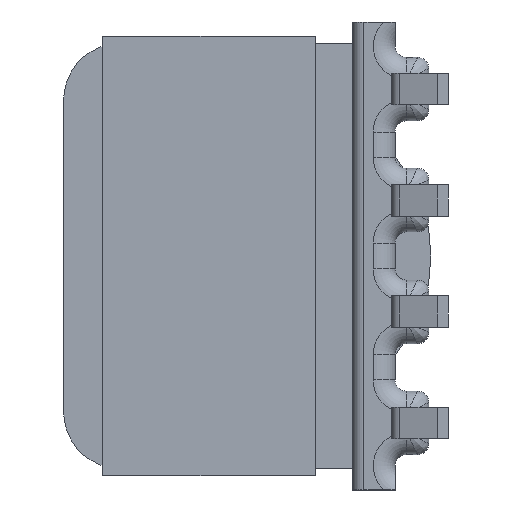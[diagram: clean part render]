
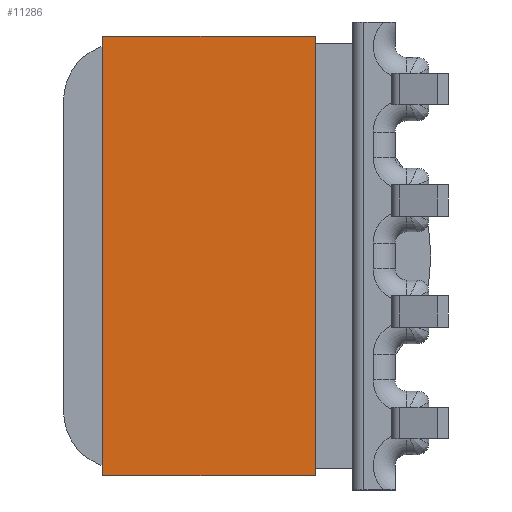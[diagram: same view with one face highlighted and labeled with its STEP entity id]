
A CAD part, left-side view. The second image highlights one B-rep face of the part: STEP entity #11286.
In plain terms, the highlighted planar face has unit normal (-1, 0, 0).
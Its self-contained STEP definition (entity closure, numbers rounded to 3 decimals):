
#643 = DIRECTION ( 'NONE',  ( 0., 0., 1. ) ) ;
#986 = CARTESIAN_POINT ( 'NONE',  ( -0.16, 0.16, -4.75 ) ) ;
#1121 = DIRECTION ( 'NONE',  ( 0., -1., 0. ) ) ;
#1300 = DIRECTION ( 'NONE',  ( -1., 0., 0. ) ) ;
#1305 = VECTOR ( 'NONE', #4200, 1000. ) ;
#1370 = FACE_OUTER_BOUND ( 'NONE', #9399, .T. ) ;
#1627 = ORIENTED_EDGE ( 'NONE', *, *, #2417, .T. ) ;
#2197 = PLANE ( 'NONE',  #6251 ) ;
#2417 = EDGE_CURVE ( 'NONE', #8309, #8599, #6335, .T. ) ;
#2484 = ORIENTED_EDGE ( 'NONE', *, *, #5574, .F. ) ;
#3192 = CARTESIAN_POINT ( 'NONE',  ( -0.16, 0.16, -4.75 ) ) ;
#4200 = DIRECTION ( 'NONE',  ( 0., 0., 1. ) ) ;
#4495 = LINE ( 'NONE', #986, #4508 ) ;
#4508 = VECTOR ( 'NONE', #1121, 1000. ) ;
#4771 = VECTOR ( 'NONE', #643, 1000. ) ;
#5051 = ORIENTED_EDGE ( 'NONE', *, *, #9142, .T. ) ;
#5126 = CARTESIAN_POINT ( 'NONE',  ( -0.16, -9.66, 0. ) ) ;
#5574 = EDGE_CURVE ( 'NONE', #7573, #8599, #10571, .T. ) ;
#5817 = CARTESIAN_POINT ( 'NONE',  ( -0.16, 0.16, -4.75 ) ) ;
#6251 = AXIS2_PLACEMENT_3D ( 'NONE', #3192, #1300, #10031 ) ;
#6335 = LINE ( 'NONE', #10237, #4771 ) ;
#7573 = VERTEX_POINT ( 'NONE', #12526 ) ;
#8149 = EDGE_CURVE ( 'NONE', #10520, #7573, #11259, .T. ) ;
#8309 = VERTEX_POINT ( 'NONE', #10508 ) ;
#8478 = DIRECTION ( 'NONE',  ( 0., -1., 0. ) ) ;
#8599 = VERTEX_POINT ( 'NONE', #5126 ) ;
#9142 = EDGE_CURVE ( 'NONE', #10520, #8309, #4495, .T. ) ;
#9399 = EDGE_LOOP ( 'NONE', ( #2484, #9900, #5051, #1627 ) ) ;
#9900 = ORIENTED_EDGE ( 'NONE', *, *, #8149, .F. ) ;
#10031 = DIRECTION ( 'NONE',  ( 0., 0., 1. ) ) ;
#10064 = CARTESIAN_POINT ( 'NONE',  ( -0.16, 0.16, -4.75 ) ) ;
#10237 = CARTESIAN_POINT ( 'NONE',  ( -0.16, -9.66, -4.75 ) ) ;
#10508 = CARTESIAN_POINT ( 'NONE',  ( -0.16, -9.66, -4.75 ) ) ;
#10520 = VERTEX_POINT ( 'NONE', #5817 ) ;
#10571 = LINE ( 'NONE', #12377, #11201 ) ;
#11201 = VECTOR ( 'NONE', #8478, 1000. ) ;
#11259 = LINE ( 'NONE', #10064, #1305 ) ;
#11286 = ADVANCED_FACE ( 'NONE', ( #1370 ), #2197, .T. ) ;
#12377 = CARTESIAN_POINT ( 'NONE',  ( -0.16, 0.16, 0. ) ) ;
#12526 = CARTESIAN_POINT ( 'NONE',  ( -0.16, 0.16, 0. ) ) ;
